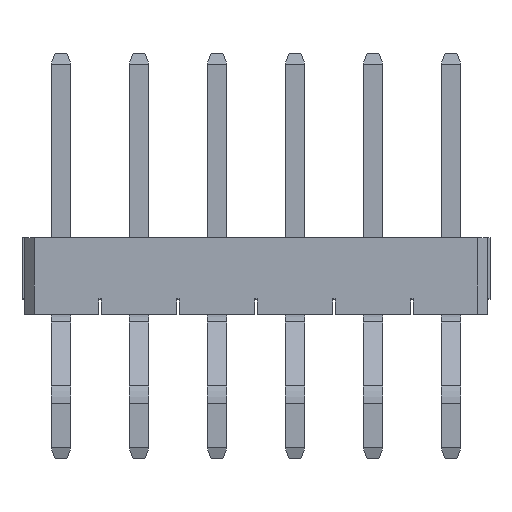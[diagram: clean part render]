
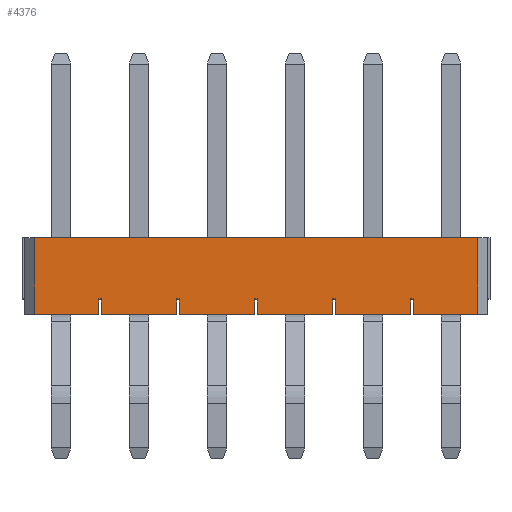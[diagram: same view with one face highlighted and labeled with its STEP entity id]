
A CAD part, top view. The second image highlights one B-rep face of the part: STEP entity #4376.
In plain terms, the highlighted planar face has unit normal (0, 0, 1).
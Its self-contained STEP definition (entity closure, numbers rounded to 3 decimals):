
#190=PLANE('',#4658);
#416=FACE_OUTER_BOUND('',#660,.T.);
#660=EDGE_LOOP('',(#3765,#3766,#3767,#3768,#3769,#3770,#3771,#3772,#3773,
#3774,#3775,#3776,#3777,#3778,#3779,#3780,#3781,#3782,#3783,#3784,#3785,
#3786,#3787,#3788));
#913=LINE('',#6305,#1485);
#916=LINE('',#6311,#1488);
#917=LINE('',#6313,#1489);
#925=LINE('',#6330,#1497);
#931=LINE('',#6342,#1503);
#934=LINE('',#6348,#1506);
#1018=LINE('',#6516,#1590);
#1021=LINE('',#6522,#1593);
#1022=LINE('',#6524,#1594);
#1065=LINE('',#6611,#1637);
#1068=LINE('',#6617,#1640);
#1069=LINE('',#6619,#1641);
#1112=LINE('',#6706,#1684);
#1115=LINE('',#6712,#1687);
#1116=LINE('',#6714,#1688);
#1128=LINE('',#6741,#1700);
#1137=LINE('',#6755,#1709);
#1138=LINE('',#6756,#1710);
#1139=LINE('',#6757,#1711);
#1140=LINE('',#6758,#1712);
#1169=LINE('',#6816,#1741);
#1170=LINE('',#6818,#1742);
#1171=LINE('',#6820,#1743);
#1172=LINE('',#6821,#1744);
#1485=VECTOR('',#5137,1000.);
#1488=VECTOR('',#5142,1000.);
#1489=VECTOR('',#5145,1000.);
#1497=VECTOR('',#5157,1000.);
#1503=VECTOR('',#5167,1000.);
#1506=VECTOR('',#5172,1000.);
#1590=VECTOR('',#5314,1000.);
#1593=VECTOR('',#5319,1000.);
#1594=VECTOR('',#5322,1000.);
#1637=VECTOR('',#5393,1000.);
#1640=VECTOR('',#5398,1000.);
#1641=VECTOR('',#5401,1000.);
#1684=VECTOR('',#5472,1000.);
#1687=VECTOR('',#5477,1000.);
#1688=VECTOR('',#5480,1000.);
#1700=VECTOR('',#5500,1000.);
#1709=VECTOR('',#5509,1000.);
#1710=VECTOR('',#5510,1000.);
#1711=VECTOR('',#5511,1000.);
#1712=VECTOR('',#5512,1000.);
#1741=VECTOR('',#5563,1000.);
#1742=VECTOR('',#5564,1000.);
#1743=VECTOR('',#5565,1000.);
#1744=VECTOR('',#5566,1000.);
#2057=VERTEX_POINT('',#6301);
#2058=VERTEX_POINT('',#6303);
#2059=VERTEX_POINT('',#6307);
#2060=VERTEX_POINT('',#6309);
#2063=VERTEX_POINT('',#6321);
#2067=VERTEX_POINT('',#6328);
#2071=VERTEX_POINT('',#6339);
#2073=VERTEX_POINT('',#6346);
#2127=VERTEX_POINT('',#6512);
#2128=VERTEX_POINT('',#6514);
#2129=VERTEX_POINT('',#6518);
#2130=VERTEX_POINT('',#6520);
#2159=VERTEX_POINT('',#6607);
#2160=VERTEX_POINT('',#6609);
#2161=VERTEX_POINT('',#6613);
#2162=VERTEX_POINT('',#6615);
#2191=VERTEX_POINT('',#6702);
#2192=VERTEX_POINT('',#6704);
#2193=VERTEX_POINT('',#6708);
#2194=VERTEX_POINT('',#6710);
#2205=VERTEX_POINT('',#6740);
#2228=VERTEX_POINT('',#6815);
#2229=VERTEX_POINT('',#6817);
#2230=VERTEX_POINT('',#6819);
#2525=EDGE_CURVE('',#2058,#2057,#913,.T.);
#2528=EDGE_CURVE('',#2060,#2059,#916,.T.);
#2529=EDGE_CURVE('',#2060,#2057,#917,.T.);
#2537=EDGE_CURVE('',#2063,#2067,#925,.T.);
#2543=EDGE_CURVE('',#2063,#2071,#931,.T.);
#2546=EDGE_CURVE('',#2073,#2067,#934,.T.);
#2630=EDGE_CURVE('',#2128,#2127,#1018,.T.);
#2633=EDGE_CURVE('',#2130,#2129,#1021,.T.);
#2634=EDGE_CURVE('',#2130,#2127,#1022,.T.);
#2677=EDGE_CURVE('',#2160,#2159,#1065,.T.);
#2680=EDGE_CURVE('',#2162,#2161,#1068,.T.);
#2681=EDGE_CURVE('',#2162,#2159,#1069,.T.);
#2724=EDGE_CURVE('',#2192,#2191,#1112,.T.);
#2727=EDGE_CURVE('',#2194,#2193,#1115,.T.);
#2728=EDGE_CURVE('',#2194,#2191,#1116,.T.);
#2740=EDGE_CURVE('',#2193,#2205,#1128,.T.);
#2749=EDGE_CURVE('',#2071,#2058,#1137,.T.);
#2750=EDGE_CURVE('',#2059,#2128,#1138,.T.);
#2751=EDGE_CURVE('',#2129,#2160,#1139,.T.);
#2752=EDGE_CURVE('',#2161,#2192,#1140,.T.);
#2781=EDGE_CURVE('',#2228,#2073,#1169,.T.);
#2782=EDGE_CURVE('',#2228,#2229,#1170,.T.);
#2783=EDGE_CURVE('',#2229,#2230,#1171,.T.);
#2784=EDGE_CURVE('',#2205,#2230,#1172,.T.);
#3765=ORIENTED_EDGE('',*,*,#2781,.F.);
#3766=ORIENTED_EDGE('',*,*,#2782,.T.);
#3767=ORIENTED_EDGE('',*,*,#2783,.T.);
#3768=ORIENTED_EDGE('',*,*,#2784,.F.);
#3769=ORIENTED_EDGE('',*,*,#2740,.F.);
#3770=ORIENTED_EDGE('',*,*,#2727,.F.);
#3771=ORIENTED_EDGE('',*,*,#2728,.T.);
#3772=ORIENTED_EDGE('',*,*,#2724,.F.);
#3773=ORIENTED_EDGE('',*,*,#2752,.F.);
#3774=ORIENTED_EDGE('',*,*,#2680,.F.);
#3775=ORIENTED_EDGE('',*,*,#2681,.T.);
#3776=ORIENTED_EDGE('',*,*,#2677,.F.);
#3777=ORIENTED_EDGE('',*,*,#2751,.F.);
#3778=ORIENTED_EDGE('',*,*,#2633,.F.);
#3779=ORIENTED_EDGE('',*,*,#2634,.T.);
#3780=ORIENTED_EDGE('',*,*,#2630,.F.);
#3781=ORIENTED_EDGE('',*,*,#2750,.F.);
#3782=ORIENTED_EDGE('',*,*,#2528,.F.);
#3783=ORIENTED_EDGE('',*,*,#2529,.T.);
#3784=ORIENTED_EDGE('',*,*,#2525,.F.);
#3785=ORIENTED_EDGE('',*,*,#2749,.F.);
#3786=ORIENTED_EDGE('',*,*,#2543,.F.);
#3787=ORIENTED_EDGE('',*,*,#2537,.T.);
#3788=ORIENTED_EDGE('',*,*,#2546,.F.);
#4376=ADVANCED_FACE('',(#416),#190,.F.);
#4658=AXIS2_PLACEMENT_3D('',#6814,#5561,#5562);
#5137=DIRECTION('',(0.,-1.,0.));
#5142=DIRECTION('',(0.,1.,0.));
#5145=DIRECTION('',(1.,0.,0.));
#5157=DIRECTION('',(1.,0.,0.));
#5167=DIRECTION('',(0.,1.,0.));
#5172=DIRECTION('',(0.,-1.,0.));
#5314=DIRECTION('',(0.,-1.,0.));
#5319=DIRECTION('',(0.,1.,0.));
#5322=DIRECTION('',(1.,0.,0.));
#5393=DIRECTION('',(0.,-1.,0.));
#5398=DIRECTION('',(0.,1.,0.));
#5401=DIRECTION('',(1.,0.,0.));
#5472=DIRECTION('',(0.,-1.,0.));
#5477=DIRECTION('',(0.,1.,0.));
#5480=DIRECTION('',(1.,0.,0.));
#5500=DIRECTION('',(-1.,0.,0.));
#5509=DIRECTION('',(-1.,0.,0.));
#5510=DIRECTION('',(-1.,0.,0.));
#5511=DIRECTION('',(-1.,0.,0.));
#5512=DIRECTION('',(-1.,0.,0.));
#5561=DIRECTION('center_axis',(0.,0.,-1.));
#5562=DIRECTION('ref_axis',(-1.,0.,0.));
#5563=DIRECTION('',(1.,0.,0.));
#5564=DIRECTION('',(0.,-1.,0.));
#5565=DIRECTION('',(1.,0.,0.));
#5566=DIRECTION('',(0.,-1.,0.));
#6301=CARTESIAN_POINT('',(8.846,4.7,1.73));
#6303=CARTESIAN_POINT('',(8.846,5.2,1.73));
#6305=CARTESIAN_POINT('',(8.846,4.7,1.73));
#6307=CARTESIAN_POINT('',(6.394,5.2,1.73));
#6309=CARTESIAN_POINT('',(6.394,4.7,1.73));
#6311=CARTESIAN_POINT('',(6.394,4.7,1.73));
#6313=CARTESIAN_POINT('',(7.62,4.7,1.73));
#6321=CARTESIAN_POINT('',(8.934,4.7,1.73));
#6328=CARTESIAN_POINT('',(11.03,4.7,1.73));
#6330=CARTESIAN_POINT('',(7.62,4.7,1.73));
#6339=CARTESIAN_POINT('',(8.934,5.2,1.73));
#6342=CARTESIAN_POINT('',(8.934,4.7,1.73));
#6346=CARTESIAN_POINT('',(11.03,7.2,1.73));
#6348=CARTESIAN_POINT('',(11.03,7.2,1.73));
#6512=CARTESIAN_POINT('',(6.306,4.7,1.73));
#6514=CARTESIAN_POINT('',(6.306,5.2,1.73));
#6516=CARTESIAN_POINT('',(6.306,4.7,1.73));
#6518=CARTESIAN_POINT('',(3.854,5.2,1.73));
#6520=CARTESIAN_POINT('',(3.854,4.7,1.73));
#6522=CARTESIAN_POINT('',(3.854,4.7,1.73));
#6524=CARTESIAN_POINT('',(5.08,4.7,1.73));
#6607=CARTESIAN_POINT('',(3.766,4.7,1.73));
#6609=CARTESIAN_POINT('',(3.766,5.2,1.73));
#6611=CARTESIAN_POINT('',(3.766,4.7,1.73));
#6613=CARTESIAN_POINT('',(1.314,5.2,1.73));
#6615=CARTESIAN_POINT('',(1.314,4.7,1.73));
#6617=CARTESIAN_POINT('',(1.314,4.7,1.73));
#6619=CARTESIAN_POINT('',(2.54,4.7,1.73));
#6702=CARTESIAN_POINT('',(1.226,4.7,1.73));
#6704=CARTESIAN_POINT('',(1.226,5.2,1.73));
#6706=CARTESIAN_POINT('',(1.226,4.7,1.73));
#6708=CARTESIAN_POINT('',(-1.226,5.2,1.73));
#6710=CARTESIAN_POINT('',(-1.226,4.7,1.73));
#6712=CARTESIAN_POINT('',(-1.226,4.7,1.73));
#6714=CARTESIAN_POINT('',(0.,4.7,1.73));
#6740=CARTESIAN_POINT('',(-1.314,5.2,1.73));
#6741=CARTESIAN_POINT('',(-1.314,5.2,1.73));
#6755=CARTESIAN_POINT('',(8.934,5.2,1.73));
#6756=CARTESIAN_POINT('',(6.306,5.2,1.73));
#6757=CARTESIAN_POINT('',(3.766,5.2,1.73));
#6758=CARTESIAN_POINT('',(1.226,5.2,1.73));
#6814=CARTESIAN_POINT('Origin',(0.,7.2,1.73));
#6815=CARTESIAN_POINT('',(-3.41,7.2,1.73));
#6816=CARTESIAN_POINT('',(7.62,7.2,1.73));
#6817=CARTESIAN_POINT('',(-3.41,4.7,1.73));
#6818=CARTESIAN_POINT('',(-3.41,7.2,1.73));
#6819=CARTESIAN_POINT('',(-1.314,4.7,1.73));
#6820=CARTESIAN_POINT('',(0.,4.7,1.73));
#6821=CARTESIAN_POINT('',(-1.314,4.7,1.73));
